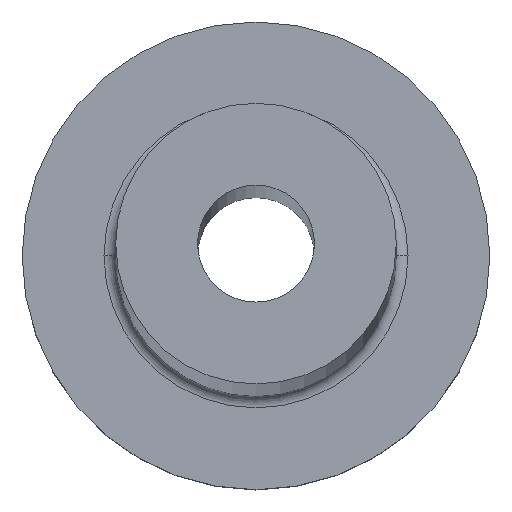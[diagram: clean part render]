
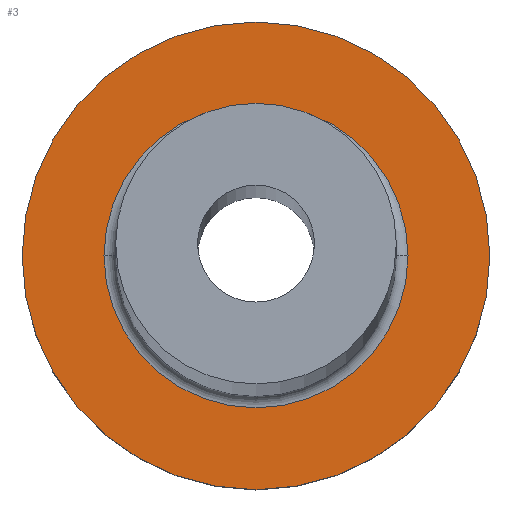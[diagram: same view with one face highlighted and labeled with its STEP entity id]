
A CAD part, top view. The second image highlights one B-rep face of the part: STEP entity #3.
In plain terms, the highlighted planar face has unit normal (0, 0, 1).
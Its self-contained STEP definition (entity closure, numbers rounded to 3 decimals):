
#3 = ADVANCED_FACE ( 'NONE', ( #256, #317 ), #162, .T. ) ;
#7 = ORIENTED_EDGE ( 'NONE', *, *, #11, .T. ) ;
#11 = EDGE_CURVE ( 'NONE', #153, #330, #377, .T. ) ;
#16 = DIRECTION ( 'NONE',  ( 1., 0., 0. ) ) ;
#20 = DIRECTION ( 'NONE',  ( 1., 0., 0. ) ) ;
#36 = EDGE_CURVE ( 'NONE', #308, #217, #278, .T. ) ;
#41 = AXIS2_PLACEMENT_3D ( 'NONE', #163, #253, #47 ) ;
#45 = EDGE_CURVE ( 'NONE', #330, #153, #173, .T. ) ;
#47 = DIRECTION ( 'NONE',  ( 1., 0., 0. ) ) ;
#62 = CARTESIAN_POINT ( 'NONE',  ( -10., 0., 7. ) ) ;
#83 = CARTESIAN_POINT ( 'NONE',  ( 0., 0., 7. ) ) ;
#90 = AXIS2_PLACEMENT_3D ( 'NONE', #91, #209, #20 ) ;
#91 = CARTESIAN_POINT ( 'NONE',  ( 0., 0., 7. ) ) ;
#104 = DIRECTION ( 'NONE',  ( 0., 0., -1. ) ) ;
#107 = DIRECTION ( 'NONE',  ( 0., 0., 1. ) ) ;
#153 = VERTEX_POINT ( 'NONE', #323 ) ;
#157 = EDGE_LOOP ( 'NONE', ( #315, #362 ) ) ;
#160 = AXIS2_PLACEMENT_3D ( 'NONE', #368, #104, #343 ) ;
#162 = PLANE ( 'NONE',  #167 ) ;
#163 = CARTESIAN_POINT ( 'NONE',  ( 0., 0., 7. ) ) ;
#167 = AXIS2_PLACEMENT_3D ( 'NONE', #83, #281, #16 ) ;
#173 = CIRCLE ( 'NONE', #355, 10. ) ;
#198 = DIRECTION ( 'NONE',  ( 1., 0., 0. ) ) ;
#209 = DIRECTION ( 'NONE',  ( 0., 0., -1. ) ) ;
#215 = EDGE_CURVE ( 'NONE', #217, #308, #324, .T. ) ;
#217 = VERTEX_POINT ( 'NONE', #238 ) ;
#238 = CARTESIAN_POINT ( 'NONE',  ( 6.5, 0., 7. ) ) ;
#253 = DIRECTION ( 'NONE',  ( 0., 0., 1. ) ) ;
#256 = FACE_BOUND ( 'NONE', #157, .T. ) ;
#275 = CARTESIAN_POINT ( 'NONE',  ( -6.5, 0., 7. ) ) ;
#278 = CIRCLE ( 'NONE', #160, 6.5 ) ;
#281 = DIRECTION ( 'NONE',  ( 0., 0., 1. ) ) ;
#308 = VERTEX_POINT ( 'NONE', #275 ) ;
#315 = ORIENTED_EDGE ( 'NONE', *, *, #215, .T. ) ;
#317 = FACE_OUTER_BOUND ( 'NONE', #342, .T. ) ;
#323 = CARTESIAN_POINT ( 'NONE',  ( 10., 0., 7. ) ) ;
#324 = CIRCLE ( 'NONE', #90, 6.5 ) ;
#330 = VERTEX_POINT ( 'NONE', #62 ) ;
#338 = CARTESIAN_POINT ( 'NONE',  ( 0., 0., 7. ) ) ;
#342 = EDGE_LOOP ( 'NONE', ( #354, #7 ) ) ;
#343 = DIRECTION ( 'NONE',  ( 1., 0., 0. ) ) ;
#354 = ORIENTED_EDGE ( 'NONE', *, *, #45, .T. ) ;
#355 = AXIS2_PLACEMENT_3D ( 'NONE', #338, #107, #198 ) ;
#362 = ORIENTED_EDGE ( 'NONE', *, *, #36, .T. ) ;
#368 = CARTESIAN_POINT ( 'NONE',  ( 0., 0., 7. ) ) ;
#377 = CIRCLE ( 'NONE', #41, 10. ) ;
